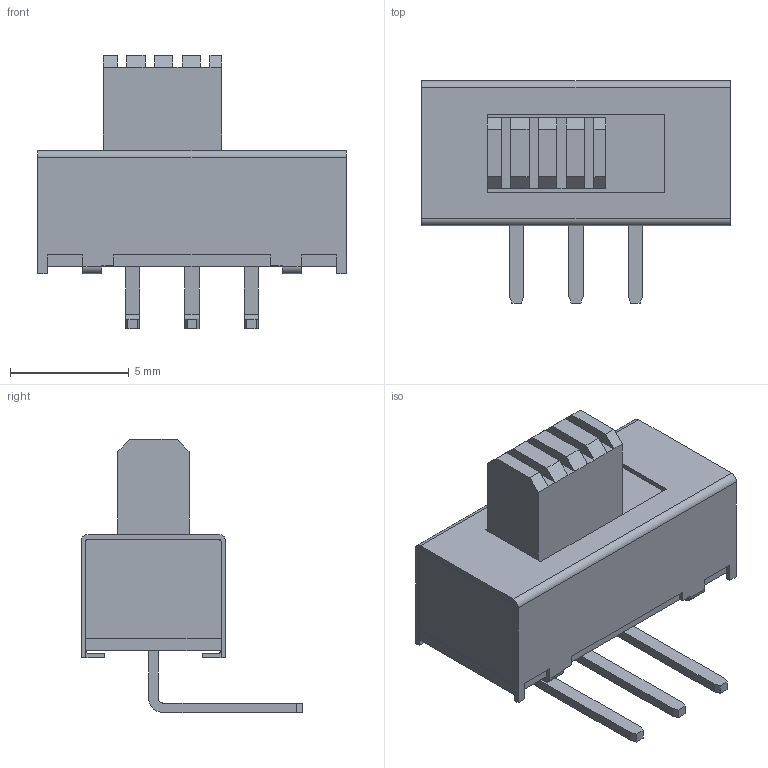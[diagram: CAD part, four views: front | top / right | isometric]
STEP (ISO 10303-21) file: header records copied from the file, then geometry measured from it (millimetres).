
FILE_DESCRIPTION(('FreeCAD Model'),'2;1');
FILE_NAME('Open CASCADE Shape Model','2025-01-27T23:53:29',(''),(''), 'Open CASCADE STEP processor 7.8','FreeCAD','Unknown');
FILE_SCHEMA(('AUTOMOTIVE_DESIGN { 1 0 10303 214 1 1 1 1 }'));
Length unit declared in the file: millimetre
Products named in the file (6): STS1x1RA04; Body; Body001; Body002; Array; Body003
Assembly tree (7 placements, depth 3):
  STS1x1RA04
    Body
    Body001
    Body002
    Array
      Body003  x3
Bounding box: 13 x 9.35 x 11.5 mm (x, y, z)
Volume: 447.7 mm3; surface area: 952.1 mm2
Topology: 6 solids, 6 shells, 147 faces, 386 edges, 252 vertices
Faces by surface type: plane 129, cylinder 18
Entity records: 3898 total; most frequent: CARTESIAN_POINT 669, ORIENTED_EDGE 652, DIRECTION 616, EDGE_CURVE 326, LINE 298, VECTOR 298, VERTEX_POINT 212, AXIS2_PLACEMENT_3D 159
